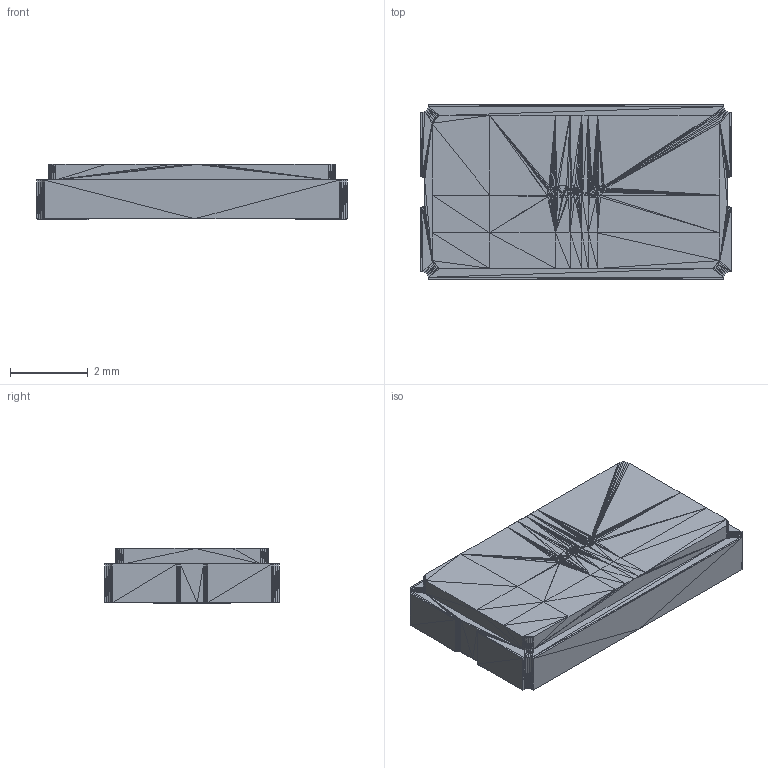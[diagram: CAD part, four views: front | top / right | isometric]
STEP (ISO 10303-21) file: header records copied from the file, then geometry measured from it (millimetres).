
FILE_DESCRIPTION(('auto-generated'),'2;1');
FILE_SCHEMA(('CONFIG_CONTROL_DESIGN'));
Bounding box: 8 x 4.5 x 1.42 mm (x, y, z)
Surface area: 115.8 mm2 (no closed solid volume)
Topology: 0 solids, 25 shells, 1902 faces, 3284 edges, 1392 vertices
Faces by surface type: plane 1902
Entity records: 30821 total; most frequent: ORIENTED_EDGE 5706, DIRECTION 4053, LINE 3284, EDGE_CURVE 3284, VECTOR 2118, AXIS2_PLACEMENT_3D 1903, PLANE 1902, EDGE_LOOP 1902
